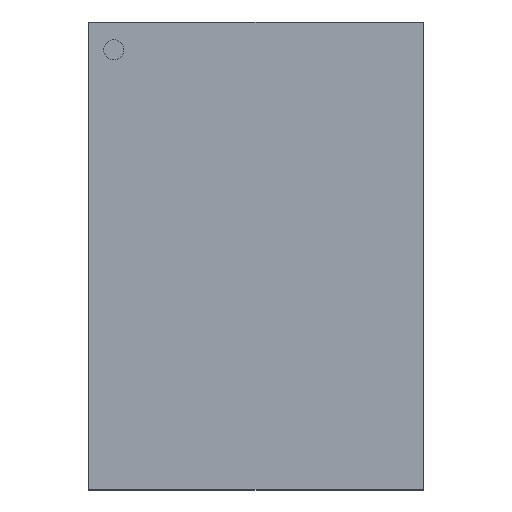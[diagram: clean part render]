
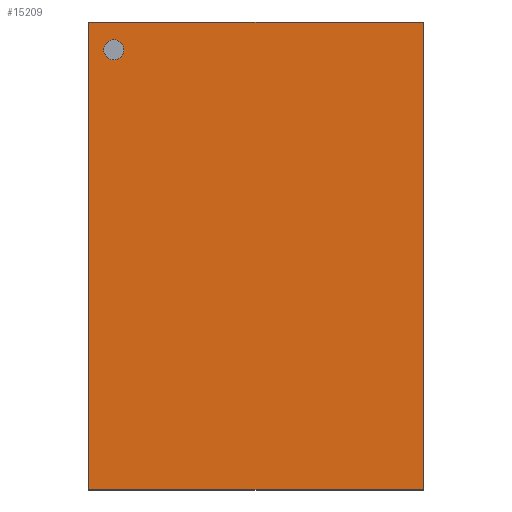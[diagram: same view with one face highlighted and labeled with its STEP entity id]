
A CAD part, top view. The second image highlights one B-rep face of the part: STEP entity #15209.
In plain terms, the highlighted planar face has unit normal (0, 0, 1).
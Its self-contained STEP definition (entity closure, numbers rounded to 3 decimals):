
#1988 = EDGE_LOOP ( 'NONE', ( #13162, #13163 ) ) ;
#1995 = EDGE_LOOP ( 'NONE', ( #13164, #13165, #13166, #13167 ) ) ;
#2682 = VERTEX_POINT ( 'NONE', #11301 ) ;
#2683 = VERTEX_POINT ( 'NONE', #11746 ) ;
#2687 = VERTEX_POINT ( 'NONE', #11369 ) ;
#2688 = VERTEX_POINT ( 'NONE', #11370 ) ;
#4008 = CARTESIAN_POINT ( 'NONE',  ( -4.555, 6.167, 2.62 ) ) ;
#4009 = CARTESIAN_POINT ( 'NONE',  ( -3.958, 6.167, 2.62 ) ) ;
#4419 = CARTESIAN_POINT ( 'NONE',  ( -4.257, 6.167, 2.62 ) ) ;
#4433 = DIRECTION ( 'NONE',  ( 0., 0., 1. ) ) ;
#4569 = CARTESIAN_POINT ( 'NONE',  ( -5., 7., 2.62 ) ) ;
#4795 = DIRECTION ( 'NONE',  ( 0., 1., 0. ) ) ;
#4807 = DIRECTION ( 'NONE',  ( -1., 0., 0. ) ) ;
#4871 = DIRECTION ( 'NONE',  ( 0., 0., -1. ) ) ;
#4873 = CARTESIAN_POINT ( 'NONE',  ( 0., 0., 2.62 ) ) ;
#5118 = DIRECTION ( 'NONE',  ( -1., 0., 0. ) ) ;
#5338 = PLANE ( 'NONE',  #15084 ) ;
#5382 = CARTESIAN_POINT ( 'NONE',  ( -5., -7., 2.62 ) ) ;
#5394 = DIRECTION ( 'NONE',  ( 1., 0., 0. ) ) ;
#5474 = DIRECTION ( 'NONE',  ( 1., 0., 0. ) ) ;
#5479 = DIRECTION ( 'NONE',  ( 0., -1., 0. ) ) ;
#5498 = CARTESIAN_POINT ( 'NONE',  ( -5., -7., 2.62 ) ) ;
#5649 = CARTESIAN_POINT ( 'NONE',  ( 5., -7., 2.62 ) ) ;
#7644 = CIRCLE ( 'NONE', #10703, 0.299 ) ;
#8301 = LINE ( 'NONE', #5649, #8314 ) ;
#8314 = VECTOR ( 'NONE', #4795, 1000. ) ;
#8315 = LINE ( 'NONE', #4569, #8320 ) ;
#8317 = LINE ( 'NONE', #5498, #8324 ) ;
#8320 = VECTOR ( 'NONE', #4807, 1000. ) ;
#8323 = LINE ( 'NONE', #5382, #8326 ) ;
#8324 = VECTOR ( 'NONE', #5479, 1000. ) ;
#8325 = CIRCLE ( 'NONE', #17488, 0.299 ) ;
#8326 = VECTOR ( 'NONE', #5394, 1000. ) ;
#8726 = FACE_BOUND ( 'NONE', #1988, .T. ) ;
#8728 = FACE_OUTER_BOUND ( 'NONE', #1995, .T. ) ;
#10248 = CARTESIAN_POINT ( 'NONE',  ( -4.257, 6.167, 2.62 ) ) ;
#10337 = DIRECTION ( 'NONE',  ( 0., 0., 1. ) ) ;
#10338 = DIRECTION ( 'NONE',  ( 1., 0., 0. ) ) ;
#10703 = AXIS2_PLACEMENT_3D ( 'NONE', #10248, #10337, #10338 ) ;
#11301 = CARTESIAN_POINT ( 'NONE',  ( 5., 7., 2.62 ) ) ;
#11369 = CARTESIAN_POINT ( 'NONE',  ( -5., -7., 2.62 ) ) ;
#11370 = CARTESIAN_POINT ( 'NONE',  ( 5., -7., 2.62 ) ) ;
#11746 = CARTESIAN_POINT ( 'NONE',  ( -5., 7., 2.62 ) ) ;
#13162 = ORIENTED_EDGE ( 'NONE', *, *, #13599, .F. ) ;
#13163 = ORIENTED_EDGE ( 'NONE', *, *, #15944, .F. ) ;
#13164 = ORIENTED_EDGE ( 'NONE', *, *, #13592, .T. ) ;
#13165 = ORIENTED_EDGE ( 'NONE', *, *, #13595, .T. ) ;
#13166 = ORIENTED_EDGE ( 'NONE', *, *, #13597, .T. ) ;
#13167 = ORIENTED_EDGE ( 'NONE', *, *, #13598, .T. ) ;
#13592 = EDGE_CURVE ( 'NONE', #2688, #2682, #8301, .T. ) ;
#13595 = EDGE_CURVE ( 'NONE', #2682, #2683, #8315, .T. ) ;
#13597 = EDGE_CURVE ( 'NONE', #2683, #2687, #8317, .T. ) ;
#13598 = EDGE_CURVE ( 'NONE', #2687, #2688, #8323, .T. ) ;
#13599 = EDGE_CURVE ( 'NONE', #17614, #17613, #8325, .T. ) ;
#15084 = AXIS2_PLACEMENT_3D ( 'NONE', #4873, #4871, #5118 ) ;
#15209 = ADVANCED_FACE ( 'NONE', ( #8726, #8728 ), #5338, .F. ) ;
#15944 = EDGE_CURVE ( 'NONE', #17613, #17614, #7644, .T. ) ;
#17488 = AXIS2_PLACEMENT_3D ( 'NONE', #4419, #4433, #5474 ) ;
#17613 = VERTEX_POINT ( 'NONE', #4008 ) ;
#17614 = VERTEX_POINT ( 'NONE', #4009 ) ;
